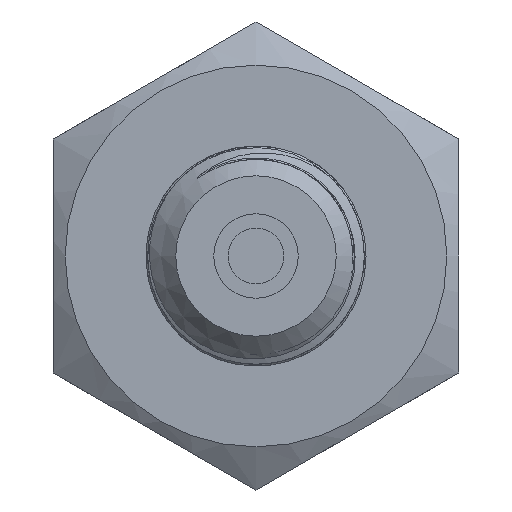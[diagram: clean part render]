
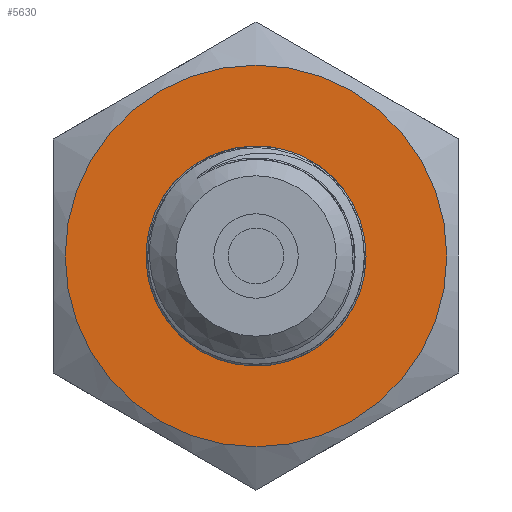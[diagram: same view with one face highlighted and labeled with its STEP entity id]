
A CAD part, left-side view. The second image highlights one B-rep face of the part: STEP entity #5630.
In plain terms, the highlighted planar face has unit normal (-1, 0, 0).
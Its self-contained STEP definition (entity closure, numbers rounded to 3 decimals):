
#320=FACE_BOUND('',#1008,.T.);
#354=PLANE('',#5887);
#664=FACE_OUTER_BOUND('',#1007,.T.);
#1007=EDGE_LOOP('',(#5194));
#1008=EDGE_LOOP('',(#5195));
#1135=CIRCLE('',#5851,11.3);
#1150=CIRCLE('',#5885,6.5);
#2701=VERTEX_POINT('',#13495);
#2728=VERTEX_POINT('',#17419);
#3506=EDGE_CURVE('',#2701,#2701,#1135,.T.);
#3554=EDGE_CURVE('',#2728,#2728,#1150,.T.);
#5194=ORIENTED_EDGE('',*,*,#3506,.T.);
#5195=ORIENTED_EDGE('',*,*,#3554,.T.);
#5630=ADVANCED_FACE('',(#664,#320),#354,.T.);
#5851=AXIS2_PLACEMENT_3D('',#13497,#6611,#6612);
#5885=AXIS2_PLACEMENT_3D('',#17420,#6690,#6691);
#5887=AXIS2_PLACEMENT_3D('',#17422,#6694,#6695);
#6611=DIRECTION('center_axis',(-1.,0.,0.));
#6612=DIRECTION('ref_axis',(0.,1.,0.));
#6690=DIRECTION('center_axis',(1.,0.,0.));
#6691=DIRECTION('ref_axis',(0.,0.,-1.));
#6694=DIRECTION('center_axis',(-1.,0.,0.));
#6695=DIRECTION('ref_axis',(0.,0.,1.));
#13495=CARTESIAN_POINT('',(15.,-11.3,0.));
#13497=CARTESIAN_POINT('Origin',(15.,0.,0.));
#17419=CARTESIAN_POINT('',(15.,0.,6.5));
#17420=CARTESIAN_POINT('Origin',(15.,0.,0.));
#17422=CARTESIAN_POINT('Origin',(15.,12.,0.));
